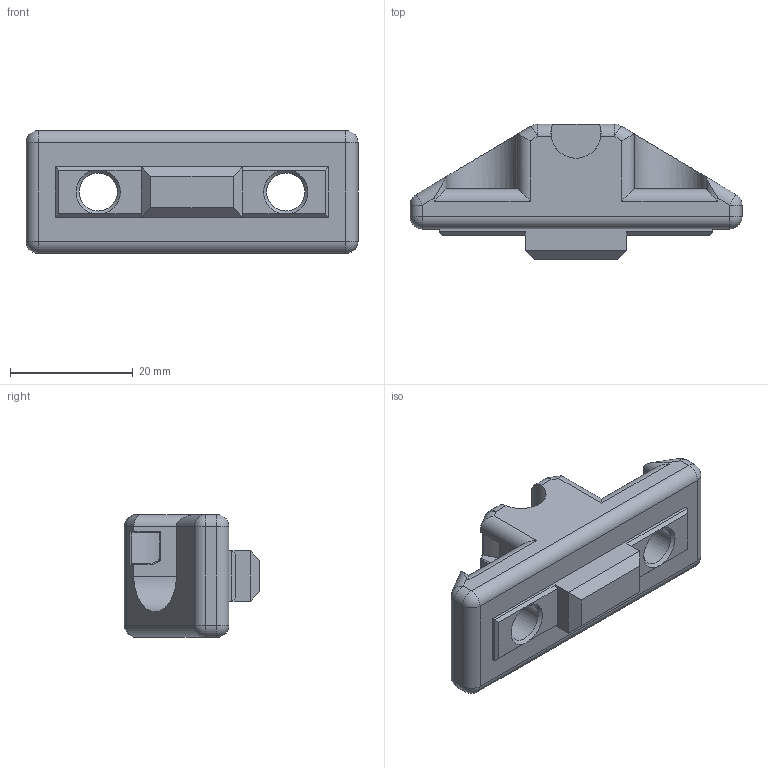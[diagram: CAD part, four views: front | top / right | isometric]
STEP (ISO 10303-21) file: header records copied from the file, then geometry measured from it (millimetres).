
FILE_DESCRIPTION(/* description */ (''),/* implementation_level */ '2;1');
FILE_NAME(/* name */ 'Y-RodHolder-ZipTie-4x-2.0.step',/* time_stamp */ '2018-02-24T17:34:37+01:00',/* author */ ('wolfgang.schadow'),/* organization */ (''),/* preprocessor_version */ 'ST-DEVELOPER v16.13',/* originating_system */ 'Autodesk Translation Framework v6.5.0.72',/* authorisation */ '');
FILE_SCHEMA (('AUTOMOTIVE_DESIGN { 1 0 10303 214 3 1 1 }'));
Length unit declared in the file: millimetre
Products named in the file (1): Y-RodHolder-ZipTie-4x-1.2 v2 v1 v2
Bounding box: 54 x 22 x 20 mm (x, y, z)
Volume: 10968.4 mm3; surface area: 4565.5 mm2
Topology: 1 solids, 1 shells, 112 faces, 279 edges, 166 vertices
Faces by surface type: plane 58, cylinder 34, sphere 12, cone 4, bspline 4
Full cylindrical faces by diameter (mm): 6.2 x2
Entity records: 3475 total; most frequent: CARTESIAN_POINT 780, ORIENTED_EDGE 558, DIRECTION 551, EDGE_CURVE 279, LINE 185, VECTOR 185, AXIS2_PLACEMENT_3D 183, VERTEX_POINT 166
